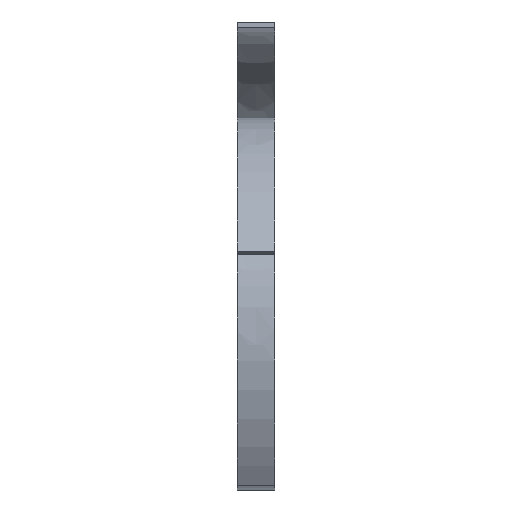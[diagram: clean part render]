
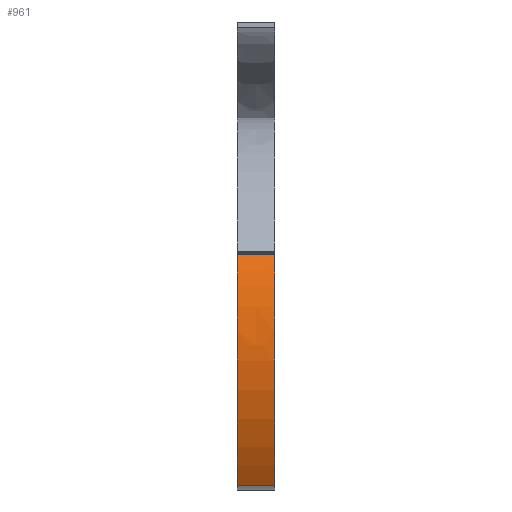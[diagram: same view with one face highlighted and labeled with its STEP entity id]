
A CAD part, front view. The second image highlights one B-rep face of the part: STEP entity #961.
In plain terms, the highlighted face is a extrusion surface.
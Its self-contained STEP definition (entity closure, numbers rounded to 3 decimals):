
#961 = ADVANCED_FACE('',(#962),#976,.T.);
#962 = FACE_BOUND('',#963,.T.);
#963 = EDGE_LOOP('',(#964,#1011,#1059,#1087));
#964 = ORIENTED_EDGE('',*,*,#965,.T.);
#965 = EDGE_CURVE('',#966,#968,#970,.T.);
#966 = VERTEX_POINT('',#967);
#967 = CARTESIAN_POINT('',(0.,-63.702,111.337));
#968 = VERTEX_POINT('',#969);
#969 = CARTESIAN_POINT('',(-50.,-63.702,111.337));
#970 = SURFACE_CURVE('',#971,(#975,#999),.PCURVE_S1.);
#971 = LINE('',#972,#973);
#972 = CARTESIAN_POINT('',(0.,-63.702,111.337));
#973 = VECTOR('',#974,1.);
#974 = DIRECTION('',(-1.,0.,0.));
#975 = PCURVE('',#976,#993);
#976 = SURFACE_OF_LINEAR_EXTRUSION('',#977,#991);
#977 = B_SPLINE_CURVE_WITH_KNOTS('',3,(#978,#979,#980,#981,#982,#983,
    #984,#985,#986,#987,#988,#989,#990),.UNSPECIFIED.,.F.,.F.,(4,1,1,1,1
    ,1,1,1,1,1,4),(0.,54.796,108.855,162.302,
    215.258,267.46,318.997,370.252,
    420.571,470.298,518.745),.UNSPECIFIED.);
#978 = CARTESIAN_POINT('',(0.,-63.702,111.337));
#979 = CARTESIAN_POINT('',(0.,-82.232,109.922));
#980 = CARTESIAN_POINT('',(0.,-117.657,100.314));
#981 = CARTESIAN_POINT('',(0.,-163.68,70.256));
#982 = CARTESIAN_POINT('',(0.,-199.336,29.645));
#983 = CARTESIAN_POINT('',(0.,-224.008,-17.612));
#984 = CARTESIAN_POINT('',(0.,-238.329,-68.172));
#985 = CARTESIAN_POINT('',(0.,-243.09,-119.899));
#986 = CARTESIAN_POINT('',(0.,-238.896,-170.98));
#987 = CARTESIAN_POINT('',(0.,-227.477,-220.28));
#988 = CARTESIAN_POINT('',(0.,-209.606,-266.583));
#989 = CARTESIAN_POINT('',(-0.,-194.201,-295.564));
#990 = CARTESIAN_POINT('',(0.,-185.864,-309.381));
#991 = VECTOR('',#992,1.);
#992 = DIRECTION('',(1.,-0.,-0.));
#993 = DEFINITIONAL_REPRESENTATION('',(#994),#998);
#994 = LINE('',#995,#996);
#995 = CARTESIAN_POINT('',(0.,0.));
#996 = VECTOR('',#997,1.);
#997 = DIRECTION('',(0.,-1.));
#998 = ( GEOMETRIC_REPRESENTATION_CONTEXT(2) 
PARAMETRIC_REPRESENTATION_CONTEXT() REPRESENTATION_CONTEXT('2D SPACE',''
  ) );
#999 = PCURVE('',#1000,#1005);
#1000 = PLANE('',#1001);
#1001 = AXIS2_PLACEMENT_3D('',#1002,#1003,#1004);
#1002 = CARTESIAN_POINT('',(0.,-62.633,107.482));
#1003 = DIRECTION('',(0.,0.964,0.267));
#1004 = DIRECTION('',(0.,-0.267,0.964));
#1005 = DEFINITIONAL_REPRESENTATION('',(#1006),#1010);
#1006 = LINE('',#1007,#1008);
#1007 = CARTESIAN_POINT('',(4.,0.));
#1008 = VECTOR('',#1009,1.);
#1009 = DIRECTION('',(0.,-1.));
#1010 = ( GEOMETRIC_REPRESENTATION_CONTEXT(2) 
PARAMETRIC_REPRESENTATION_CONTEXT() REPRESENTATION_CONTEXT('2D SPACE',''
  ) );
#1011 = ORIENTED_EDGE('',*,*,#1012,.T.);
#1012 = EDGE_CURVE('',#968,#1013,#1015,.T.);
#1013 = VERTEX_POINT('',#1014);
#1014 = CARTESIAN_POINT('',(-50.,-185.864,-309.381));
#1015 = SURFACE_CURVE('',#1016,(#1030,#1037),.PCURVE_S1.);
#1016 = B_SPLINE_CURVE_WITH_KNOTS('',3,(#1017,#1018,#1019,#1020,#1021,
    #1022,#1023,#1024,#1025,#1026,#1027,#1028,#1029),.UNSPECIFIED.,.F.,
  .F.,(4,1,1,1,1,1,1,1,1,1,4),(0.,54.796,108.855,
    162.302,215.258,267.46,318.997,
    370.252,420.571,470.298,518.745),
  .UNSPECIFIED.);
#1017 = CARTESIAN_POINT('',(-50.,-63.702,111.337));
#1018 = CARTESIAN_POINT('',(-50.,-82.232,109.922));
#1019 = CARTESIAN_POINT('',(-50.,-117.657,100.314));
#1020 = CARTESIAN_POINT('',(-50.,-163.68,70.256));
#1021 = CARTESIAN_POINT('',(-50.,-199.336,29.645));
#1022 = CARTESIAN_POINT('',(-50.,-224.008,-17.612));
#1023 = CARTESIAN_POINT('',(-50.,-238.329,-68.172));
#1024 = CARTESIAN_POINT('',(-50.,-243.09,-119.899));
#1025 = CARTESIAN_POINT('',(-50.,-238.896,-170.98));
#1026 = CARTESIAN_POINT('',(-50.,-227.477,-220.28));
#1027 = CARTESIAN_POINT('',(-50.,-209.606,-266.583));
#1028 = CARTESIAN_POINT('',(-50.,-194.201,-295.564));
#1029 = CARTESIAN_POINT('',(-50.,-185.864,-309.381));
#1030 = PCURVE('',#976,#1031);
#1031 = DEFINITIONAL_REPRESENTATION('',(#1032),#1036);
#1032 = LINE('',#1033,#1034);
#1033 = CARTESIAN_POINT('',(0.,-50.));
#1034 = VECTOR('',#1035,1.);
#1035 = DIRECTION('',(1.,0.));
#1036 = ( GEOMETRIC_REPRESENTATION_CONTEXT(2) 
PARAMETRIC_REPRESENTATION_CONTEXT() REPRESENTATION_CONTEXT('2D SPACE',''
  ) );
#1037 = PCURVE('',#1038,#1043);
#1038 = PLANE('',#1039);
#1039 = AXIS2_PLACEMENT_3D('',#1040,#1041,#1042);
#1040 = CARTESIAN_POINT('',(-50.,-192.686,-73.626));
#1041 = DIRECTION('',(1.,0.,0.));
#1042 = DIRECTION('',(-0.,0.,1.));
#1043 = DEFINITIONAL_REPRESENTATION('',(#1044),#1058);
#1044 = B_SPLINE_CURVE_WITH_KNOTS('',3,(#1045,#1046,#1047,#1048,#1049,
    #1050,#1051,#1052,#1053,#1054,#1055,#1056,#1057),.UNSPECIFIED.,.F.,
  .F.,(4,1,1,1,1,1,1,1,1,1,4),(0.,54.796,108.855,
    162.302,215.258,267.46,318.997,
    370.252,420.571,470.298,518.745),
  .UNSPECIFIED.);
#1045 = CARTESIAN_POINT('',(184.963,-128.984));
#1046 = CARTESIAN_POINT('',(183.549,-110.453));
#1047 = CARTESIAN_POINT('',(173.941,-75.029));
#1048 = CARTESIAN_POINT('',(143.882,-29.006));
#1049 = CARTESIAN_POINT('',(103.271,6.65));
#1050 = CARTESIAN_POINT('',(56.014,31.322));
#1051 = CARTESIAN_POINT('',(5.454,45.644));
#1052 = CARTESIAN_POINT('',(-46.273,50.404));
#1053 = CARTESIAN_POINT('',(-97.354,46.21));
#1054 = CARTESIAN_POINT('',(-146.654,34.791));
#1055 = CARTESIAN_POINT('',(-192.957,16.92));
#1056 = CARTESIAN_POINT('',(-221.938,1.515));
#1057 = CARTESIAN_POINT('',(-235.754,-6.822));
#1058 = ( GEOMETRIC_REPRESENTATION_CONTEXT(2) 
PARAMETRIC_REPRESENTATION_CONTEXT() REPRESENTATION_CONTEXT('2D SPACE',''
  ) );
#1059 = ORIENTED_EDGE('',*,*,#1060,.F.);
#1060 = EDGE_CURVE('',#1061,#1013,#1063,.T.);
#1061 = VERTEX_POINT('',#1062);
#1062 = CARTESIAN_POINT('',(0.,-185.864,-309.381));
#1063 = SURFACE_CURVE('',#1064,(#1068,#1075),.PCURVE_S1.);
#1064 = LINE('',#1065,#1066);
#1065 = CARTESIAN_POINT('',(0.,-185.864,-309.381));
#1066 = VECTOR('',#1067,1.);
#1067 = DIRECTION('',(-1.,0.,0.));
#1068 = PCURVE('',#976,#1069);
#1069 = DEFINITIONAL_REPRESENTATION('',(#1070),#1074);
#1070 = LINE('',#1071,#1072);
#1071 = CARTESIAN_POINT('',(518.745,0.));
#1072 = VECTOR('',#1073,1.);
#1073 = DIRECTION('',(0.,-1.));
#1074 = ( GEOMETRIC_REPRESENTATION_CONTEXT(2) 
PARAMETRIC_REPRESENTATION_CONTEXT() REPRESENTATION_CONTEXT('2D SPACE',''
  ) );
#1075 = PCURVE('',#1076,#1081);
#1076 = PLANE('',#1077);
#1077 = AXIS2_PLACEMENT_3D('',#1078,#1079,#1080);
#1078 = CARTESIAN_POINT('',(0.,-185.864,-309.381));
#1079 = DIRECTION('',(0.,0.456,-0.89));
#1080 = DIRECTION('',(0.,0.89,0.456));
#1081 = DEFINITIONAL_REPRESENTATION('',(#1082),#1086);
#1082 = LINE('',#1083,#1084);
#1083 = CARTESIAN_POINT('',(0.,0.));
#1084 = VECTOR('',#1085,1.);
#1085 = DIRECTION('',(0.,-1.));
#1086 = ( GEOMETRIC_REPRESENTATION_CONTEXT(2) 
PARAMETRIC_REPRESENTATION_CONTEXT() REPRESENTATION_CONTEXT('2D SPACE',''
  ) );
#1087 = ORIENTED_EDGE('',*,*,#1088,.F.);
#1088 = EDGE_CURVE('',#966,#1061,#1089,.T.);
#1089 = SURFACE_CURVE('',#1090,(#1104,#1111),.PCURVE_S1.);
#1090 = B_SPLINE_CURVE_WITH_KNOTS('',3,(#1091,#1092,#1093,#1094,#1095,
    #1096,#1097,#1098,#1099,#1100,#1101,#1102,#1103),.UNSPECIFIED.,.F.,
  .F.,(4,1,1,1,1,1,1,1,1,1,4),(0.,54.796,108.855,
    162.302,215.258,267.46,318.997,
    370.252,420.571,470.298,518.745),
  .UNSPECIFIED.);
#1091 = CARTESIAN_POINT('',(0.,-63.702,111.337));
#1092 = CARTESIAN_POINT('',(0.,-82.232,109.922));
#1093 = CARTESIAN_POINT('',(0.,-117.657,100.314));
#1094 = CARTESIAN_POINT('',(0.,-163.68,70.256));
#1095 = CARTESIAN_POINT('',(0.,-199.336,29.645));
#1096 = CARTESIAN_POINT('',(0.,-224.008,-17.612));
#1097 = CARTESIAN_POINT('',(0.,-238.329,-68.172));
#1098 = CARTESIAN_POINT('',(0.,-243.09,-119.899));
#1099 = CARTESIAN_POINT('',(0.,-238.896,-170.98));
#1100 = CARTESIAN_POINT('',(0.,-227.477,-220.28));
#1101 = CARTESIAN_POINT('',(0.,-209.606,-266.583));
#1102 = CARTESIAN_POINT('',(-0.,-194.201,-295.564));
#1103 = CARTESIAN_POINT('',(0.,-185.864,-309.381));
#1104 = PCURVE('',#976,#1105);
#1105 = DEFINITIONAL_REPRESENTATION('',(#1106),#1110);
#1106 = LINE('',#1107,#1108);
#1107 = CARTESIAN_POINT('',(0.,0.));
#1108 = VECTOR('',#1109,1.);
#1109 = DIRECTION('',(1.,0.));
#1110 = ( GEOMETRIC_REPRESENTATION_CONTEXT(2) 
PARAMETRIC_REPRESENTATION_CONTEXT() REPRESENTATION_CONTEXT('2D SPACE',''
  ) );
#1111 = PCURVE('',#1112,#1117);
#1112 = PLANE('',#1113);
#1113 = AXIS2_PLACEMENT_3D('',#1114,#1115,#1116);
#1114 = CARTESIAN_POINT('',(0.,-192.686,-73.626));
#1115 = DIRECTION('',(1.,0.,0.));
#1116 = DIRECTION('',(-0.,0.,1.));
#1117 = DEFINITIONAL_REPRESENTATION('',(#1118),#1132);
#1118 = B_SPLINE_CURVE_WITH_KNOTS('',3,(#1119,#1120,#1121,#1122,#1123,
    #1124,#1125,#1126,#1127,#1128,#1129,#1130,#1131),.UNSPECIFIED.,.F.,
  .F.,(4,1,1,1,1,1,1,1,1,1,4),(0.,54.796,108.855,
    162.302,215.258,267.46,318.997,
    370.252,420.571,470.298,518.745),
  .UNSPECIFIED.);
#1119 = CARTESIAN_POINT('',(184.963,-128.984));
#1120 = CARTESIAN_POINT('',(183.549,-110.453));
#1121 = CARTESIAN_POINT('',(173.941,-75.029));
#1122 = CARTESIAN_POINT('',(143.882,-29.006));
#1123 = CARTESIAN_POINT('',(103.271,6.65));
#1124 = CARTESIAN_POINT('',(56.014,31.322));
#1125 = CARTESIAN_POINT('',(5.454,45.644));
#1126 = CARTESIAN_POINT('',(-46.273,50.404));
#1127 = CARTESIAN_POINT('',(-97.354,46.21));
#1128 = CARTESIAN_POINT('',(-146.654,34.791));
#1129 = CARTESIAN_POINT('',(-192.957,16.92));
#1130 = CARTESIAN_POINT('',(-221.938,1.515));
#1131 = CARTESIAN_POINT('',(-235.754,-6.822));
#1132 = ( GEOMETRIC_REPRESENTATION_CONTEXT(2) 
PARAMETRIC_REPRESENTATION_CONTEXT() REPRESENTATION_CONTEXT('2D SPACE',''
  ) );
